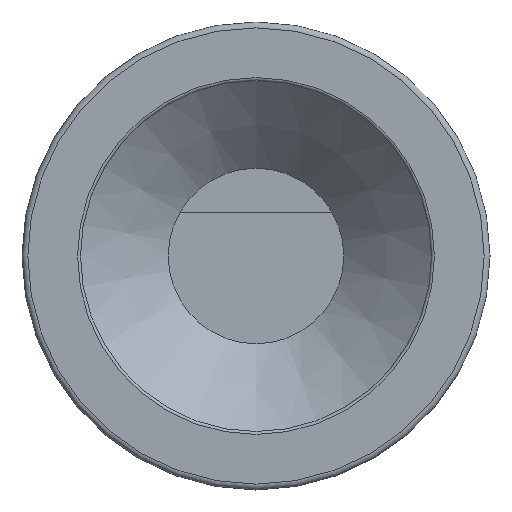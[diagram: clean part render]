
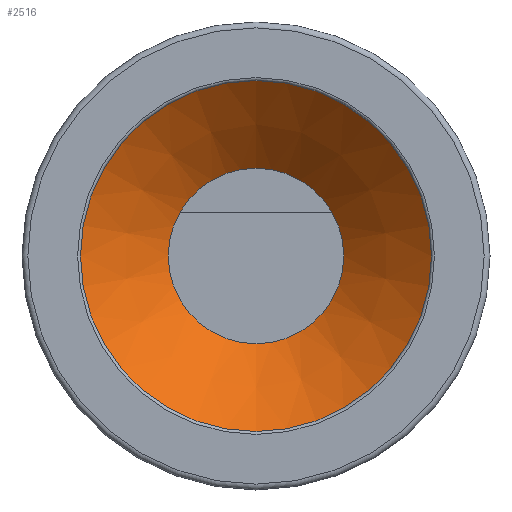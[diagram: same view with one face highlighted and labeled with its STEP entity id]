
A CAD part, front view. The second image highlights one B-rep face of the part: STEP entity #2516.
In plain terms, the highlighted conical face has half-angle 48.013 degrees and reference radius 4.5 mm.
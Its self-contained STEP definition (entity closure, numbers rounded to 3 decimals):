
#368=CONICAL_SURFACE('',#2714,4.5,0.838);
#398=LINE('',#3529,#428);
#428=VECTOR('',#2988,4.5);
#472=FACE_OUTER_BOUND('',#650,.T.);
#650=EDGE_LOOP('',(#1666,#1667,#1668,#1669,#1670,#1671,#1672));
#828=CIRCLE('',#2710,6.);
#829=CIRCLE('',#2711,6.);
#831=CIRCLE('',#2715,3.);
#832=CIRCLE('',#2716,3.);
#833=CIRCLE('',#2717,3.);
#998=VERTEX_POINT('',#3517);
#999=VERTEX_POINT('',#3519);
#1001=VERTEX_POINT('',#3526);
#1002=VERTEX_POINT('',#3527);
#1003=VERTEX_POINT('',#3530);
#1242=EDGE_CURVE('',#998,#999,#828,.T.);
#1243=EDGE_CURVE('',#999,#998,#829,.T.);
#1245=EDGE_CURVE('',#1001,#1002,#831,.T.);
#1246=EDGE_CURVE('',#1002,#999,#398,.T.);
#1247=EDGE_CURVE('',#1002,#1003,#832,.T.);
#1248=EDGE_CURVE('',#1003,#1001,#833,.T.);
#1666=ORIENTED_EDGE('',*,*,#1245,.T.);
#1667=ORIENTED_EDGE('',*,*,#1246,.T.);
#1668=ORIENTED_EDGE('',*,*,#1242,.F.);
#1669=ORIENTED_EDGE('',*,*,#1243,.F.);
#1670=ORIENTED_EDGE('',*,*,#1246,.F.);
#1671=ORIENTED_EDGE('',*,*,#1247,.T.);
#1672=ORIENTED_EDGE('',*,*,#1248,.T.);
#2516=ADVANCED_FACE('',(#472),#368,.F.);
#2710=AXIS2_PLACEMENT_3D('',#3520,#2976,#2977);
#2711=AXIS2_PLACEMENT_3D('',#3521,#2978,#2979);
#2714=AXIS2_PLACEMENT_3D('',#3525,#2984,#2985);
#2715=AXIS2_PLACEMENT_3D('',#3528,#2986,#2987);
#2716=AXIS2_PLACEMENT_3D('',#3531,#2989,#2990);
#2717=AXIS2_PLACEMENT_3D('',#3532,#2991,#2992);
#2976=DIRECTION('center_axis',(0.,1.,0.));
#2977=DIRECTION('ref_axis',(1.,0.,0.));
#2978=DIRECTION('center_axis',(0.,1.,0.));
#2979=DIRECTION('ref_axis',(1.,0.,0.));
#2984=DIRECTION('center_axis',(0.,-1.,0.));
#2985=DIRECTION('ref_axis',(0.,0.,-1.));
#2986=DIRECTION('center_axis',(0.,1.,0.));
#2987=DIRECTION('ref_axis',(0.,0.,-1.));
#2988=DIRECTION('',(0.,-0.669,0.743));
#2989=DIRECTION('center_axis',(0.,1.,0.));
#2990=DIRECTION('ref_axis',(0.,0.,-1.));
#2991=DIRECTION('center_axis',(0.,1.,0.));
#2992=DIRECTION('ref_axis',(0.,0.,-1.));
#3517=CARTESIAN_POINT('',(-6.,1.8,0.));
#3519=CARTESIAN_POINT('',(0.,1.8,6.));
#3520=CARTESIAN_POINT('Origin',(0.,1.8,0.));
#3521=CARTESIAN_POINT('Origin',(0.,1.8,0.));
#3525=CARTESIAN_POINT('Origin',(0.,3.15,0.));
#3526=CARTESIAN_POINT('',(-2.598,4.5,1.5));
#3527=CARTESIAN_POINT('',(0.,4.5,3.));
#3528=CARTESIAN_POINT('Origin',(0.,4.5,0.));
#3529=CARTESIAN_POINT('',(0.,3.15,4.5));
#3530=CARTESIAN_POINT('',(2.598,4.5,1.5));
#3531=CARTESIAN_POINT('Origin',(0.,4.5,0.));
#3532=CARTESIAN_POINT('Origin',(0.,4.5,0.));
